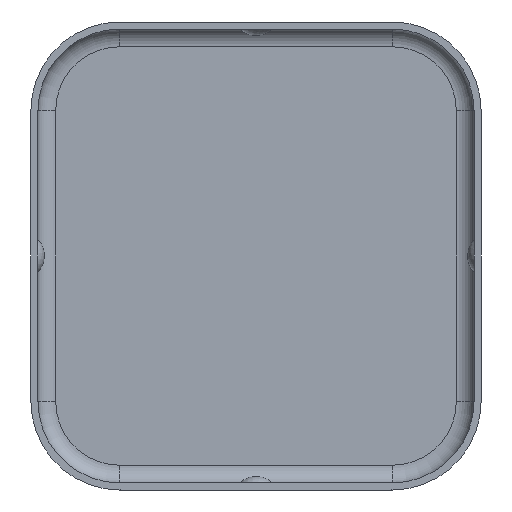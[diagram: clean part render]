
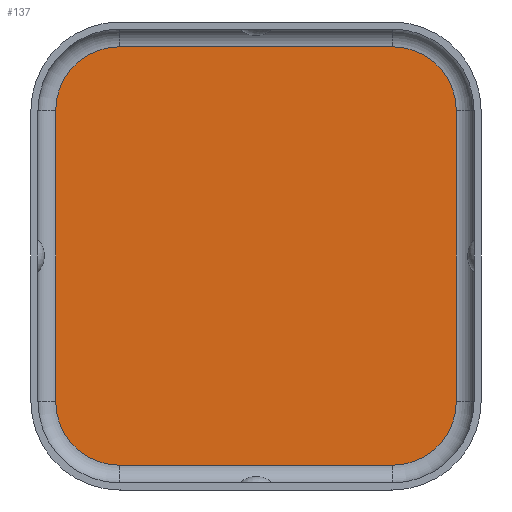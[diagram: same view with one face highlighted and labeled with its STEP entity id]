
A CAD part, front view. The second image highlights one B-rep face of the part: STEP entity #137.
In plain terms, the highlighted planar face has unit normal (0, -1, 0).
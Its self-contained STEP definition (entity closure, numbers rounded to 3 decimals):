
#137 = ADVANCED_FACE( 'NONE', ( #283 ), #284, .T. );
#283 = FACE_OUTER_BOUND( '', #428, .T. );
#284 = PLANE( '', #429 );
#428 = EDGE_LOOP( '', ( #736, #737, #738, #739, #740, #741, #742, #743 ) );
#429 = AXIS2_PLACEMENT_3D( '', #744, #745, #746 );
#736 = ORIENTED_EDGE( '', *, *, #910, .F. );
#737 = ORIENTED_EDGE( '', *, *, #895, .F. );
#738 = ORIENTED_EDGE( '', *, *, #901, .F. );
#739 = ORIENTED_EDGE( '', *, *, #846, .T. );
#740 = ORIENTED_EDGE( '', *, *, #905, .T. );
#741 = ORIENTED_EDGE( '', *, *, #921, .F. );
#742 = ORIENTED_EDGE( '', *, *, #888, .T. );
#743 = ORIENTED_EDGE( '', *, *, #922, .T. );
#744 = CARTESIAN_POINT( '', ( 3.85, 0., -4.1 ) );
#745 = DIRECTION( '', ( 0., -1., 0. ) );
#746 = DIRECTION( '', ( 0., 0., -1. ) );
#846 = EDGE_CURVE( 'NONE', #1008, #1006, #1009, .T. );
#888 = EDGE_CURVE( 'NONE', #1068, #1066, #1069, .T. );
#895 = EDGE_CURVE( 'NONE', #1076, #1078, #1079, .T. );
#901 = EDGE_CURVE( 'NONE', #1008, #1076, #1085, .T. );
#905 = EDGE_CURVE( 'NONE', #1006, #1088, #1090, .T. );
#910 = EDGE_CURVE( 'NONE', #1078, #1095, #1096, .T. );
#921 = EDGE_CURVE( 'NONE', #1068, #1088, #1108, .T. );
#922 = EDGE_CURVE( 'NONE', #1066, #1095, #1109, .T. );
#1006 = VERTEX_POINT( 'NONE', #1209 );
#1008 = VERTEX_POINT( 'NONE', #1211 );
#1009 = CIRCLE( '', #1212, 1.8 );
#1066 = VERTEX_POINT( 'NONE', #1283 );
#1068 = VERTEX_POINT( 'NONE', #1285 );
#1069 = LINE( '', #1286, #1287 );
#1076 = VERTEX_POINT( 'NONE', #1295 );
#1078 = VERTEX_POINT( 'NONE', #1297 );
#1079 = CIRCLE( '', #1298, 1.8 );
#1085 = LINE( '', #1305, #1306 );
#1088 = VERTEX_POINT( 'NONE', #1310 );
#1090 = LINE( '', #1312, #1313 );
#1095 = VERTEX_POINT( 'NONE', #1319 );
#1096 = LINE( '', #1320, #1321 );
#1108 = CIRCLE( '', #1335, 1.8 );
#1109 = CIRCLE( '', #1336, 1.8 );
#1209 = CARTESIAN_POINT( '', ( 3.85, 0., 5.9 ) );
#1211 = CARTESIAN_POINT( '', ( 5.65, 0., 4.1 ) );
#1212 = AXIS2_PLACEMENT_3D( '', #1416, #1417, #1418 );
#1283 = CARTESIAN_POINT( '', ( -5.65, 0., -4.1 ) );
#1285 = CARTESIAN_POINT( '', ( -5.65, 0., 4.1 ) );
#1286 = CARTESIAN_POINT( '', ( -5.65, 0., 0. ) );
#1287 = VECTOR( '', #1481, 1000. );
#1295 = CARTESIAN_POINT( '', ( 5.65, 0., -4.1 ) );
#1297 = CARTESIAN_POINT( '', ( 3.85, 0., -5.9 ) );
#1298 = AXIS2_PLACEMENT_3D( '', #1492, #1493, #1494 );
#1305 = CARTESIAN_POINT( '', ( 5.65, 0., 0. ) );
#1306 = VECTOR( '', #1502, 1000. );
#1310 = CARTESIAN_POINT( '', ( -3.85, 0., 5.9 ) );
#1312 = CARTESIAN_POINT( '', ( 3.85, 0., 5.9 ) );
#1313 = VECTOR( '', #1507, 1000. );
#1319 = CARTESIAN_POINT( '', ( -3.85, 0., -5.9 ) );
#1320 = CARTESIAN_POINT( '', ( 3.85, 0., -5.9 ) );
#1321 = VECTOR( '', #1509, 1000. );
#1335 = AXIS2_PLACEMENT_3D( '', #1518, #1519, #1520 );
#1336 = AXIS2_PLACEMENT_3D( '', #1521, #1522, #1523 );
#1416 = CARTESIAN_POINT( '', ( 3.85, 0., 4.1 ) );
#1417 = DIRECTION( '', ( 0., -1., 0. ) );
#1418 = DIRECTION( '', ( 0., 0., -1. ) );
#1481 = DIRECTION( '', ( 0., 0., -1. ) );
#1492 = CARTESIAN_POINT( '', ( 3.85, 0., -4.1 ) );
#1493 = DIRECTION( '', ( 0., 1., 0. ) );
#1494 = DIRECTION( '', ( 0., 0., 1. ) );
#1502 = DIRECTION( '', ( 0., 0., -1. ) );
#1507 = DIRECTION( '', ( -1., 0., 0. ) );
#1509 = DIRECTION( '', ( -1., 0., 0. ) );
#1518 = CARTESIAN_POINT( '', ( -3.85, 0., 4.1 ) );
#1519 = DIRECTION( '', ( 0., 1., 0. ) );
#1520 = DIRECTION( '', ( 0., 0., -1. ) );
#1521 = CARTESIAN_POINT( '', ( -3.85, 0., -4.1 ) );
#1522 = DIRECTION( '', ( 0., -1., 0. ) );
#1523 = DIRECTION( '', ( 0., 0., 1. ) );
